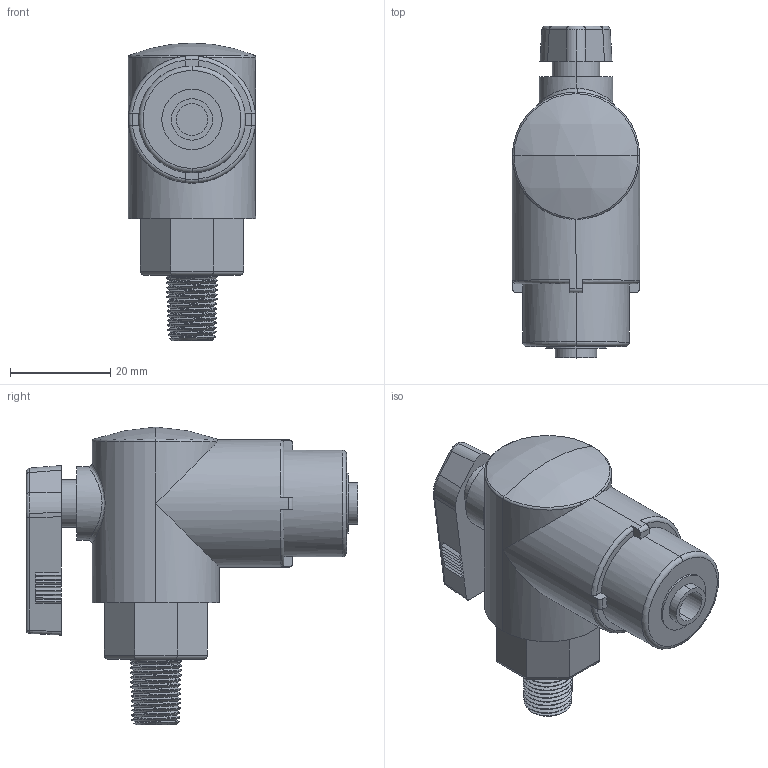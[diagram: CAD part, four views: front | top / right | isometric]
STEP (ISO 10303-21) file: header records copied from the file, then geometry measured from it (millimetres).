
FILE_DESCRIPTION (( 'STEP AP203' ), '1' );
FILE_NAME ('46555K747_On Off Valve for Chemicals.STEP', '2021-09-08T00:50:54', ( 'Administrator' ), ( 'Managed by Terraform' ), 'SwSTEP 2.0', 'SolidWorks 2017', '' );
FILE_SCHEMA (( 'CONFIG_CONTROL_DESIGN' ));
Length unit declared in the file: inch
Products named in the file (1): 46555K747_On Off Valve for Chemicals
Bounding box: 25.4 x 66.24 x 59.44 mm (x, y, z)
Volume: 36662.9 mm3; surface area: 9118 mm2
Topology: 1 solids, 1 shells, 225 faces, 547 edges, 331 vertices
Faces by surface type: plane 118, cylinder 46, cone 34, torus 13, bspline 10, sphere 4
Entity records: 12999 total; most frequent: CARTESIAN_POINT 7936, ORIENTED_EDGE 1086, DIRECTION 955, EDGE_CURVE 543, VERTEX_POINT 331, AXIS2_PLACEMENT_3D 319, VECTOR 317, LINE 317
